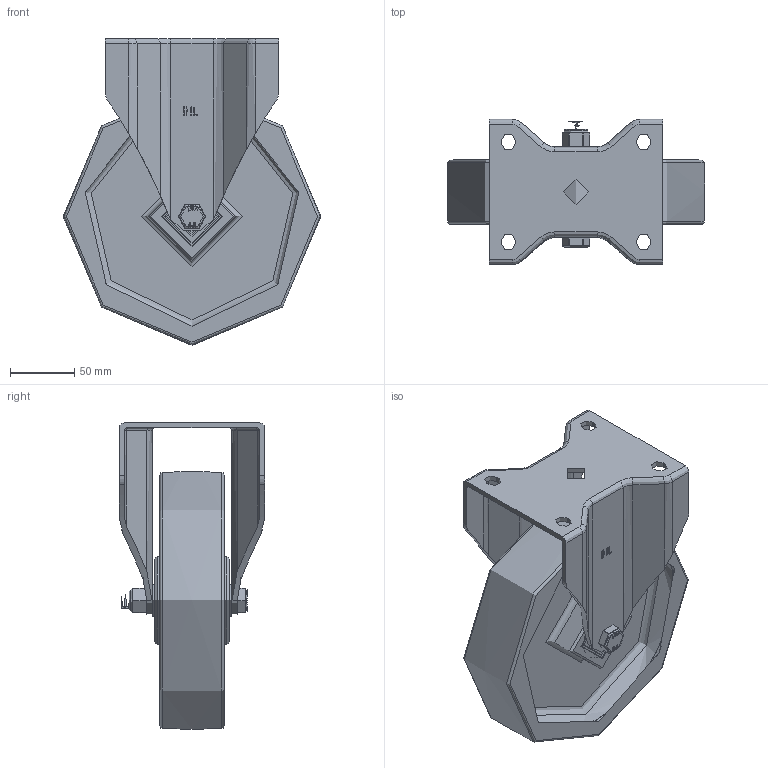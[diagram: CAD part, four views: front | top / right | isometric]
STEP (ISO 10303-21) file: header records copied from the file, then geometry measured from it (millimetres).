
FILE_DESCRIPTION(/* description */ (''),/* implementation_level */ '2;1');
FILE_NAME(/* name */ 'BZPHF200PNBJ.step',/* time_stamp */ '2025-06-23T13:04:45+01:00',/* author */ (''),/* organization */ (''),/* preprocessor_version */ 'ST-DEVELOPER v20.1',/* originating_system */ 'Autodesk Translation Framework v14.10.0.0',/* authorisation */ '');
FILE_SCHEMA (('AUTOMOTIVE_DESIGN { 1 0 10303 214 3 1 1 }'));
Length unit declared in the file: millimetre
Products named in the file (30): BZPHF200PNBJ; BZPHF200AS - 62 v1; ZINC PLATED, PRESSED STEEL BRACKET; BZH200WPNBJM20 v1; BZH200WPNBJ; POLYURETHANE TYRE; NYLON RIM; BSM20XM30; ZINC PLATED BEARING SPACER; BEARING6204; BEARING62042; BALL BEARINGS; BEARING6204 (1); BEARING62042 (1); BALL BEARINGS (1); Component3; INNER; OUTER; MIDDLE; RUBBER; TH20X2X12 v1; ZINC PLATED HEADED SPACER; TH20X2X12 v1 (1); ZINC PLATED HEADED SPACER (1); HEXBOLTM12X90Z8.8 v2; GRADE 8.8 ZINC PLATED BOLT; NYLOCM12Z14MM v1; NYLOC NUT; NUT; RUBBER (1)
Assembly tree (48 placements, depth 6):
  BZPHF200PNBJ
    BZPHF200AS - 62 v1
      ZINC PLATED, PRESSED STEEL BRACKET
    BZH200WPNBJM20 v1
      BZH200WPNBJ
        POLYURETHANE TYRE
        NYLON RIM
      BSM20XM30
        ZINC PLATED BEARING SPACER
      BEARING6204
        BEARING62042
          INNER
          OUTER
          BALL BEARINGS
            Component3  x8
          MIDDLE
          RUBBER
      BEARING6204 (1)
        BEARING62042 (1)
          BALL BEARINGS (1)
            Component3  x8
          INNER
          OUTER
          MIDDLE
          RUBBER
    TH20X2X12 v1
      ZINC PLATED HEADED SPACER
    TH20X2X12 v1 (1)
      ZINC PLATED HEADED SPACER (1)
    HEXBOLTM12X90Z8.8 v2
      GRADE 8.8 ZINC PLATED BOLT
    NYLOCM12Z14MM v1
      NYLOC NUT
        NUT
        RUBBER (1)
Bounding box: 200 x 113 x 238 mm (x, y, z)
Volume: 985981.8 mm3; surface area: 322016.9 mm2
Topology: 35 solids, 35 shells, 1100 faces, 2790 edges, 1839 vertices
Faces by surface type: plane 429, bspline 334, cylinder 235, sphere 66, torus 33, cone 3
Full cylindrical faces by diameter (mm): 9.836 x16, 11.834 x16, 12 x3, 12.2 x2, 12.5 x2, 14 x2, 17.75 x1, 18.5 x1, 19.5 x1, 19.8 x2, 20 x2, 21.5 x1, 25 x2, 25.4 x1, 27 x2, 28.5 x8, 30.8 x4, 31.3 x4, 40.3 x4, 40.5 x4, 40.8 x4, 41.5 x1, 42 x10, 47 x4, 68 x2, 170 x1, 170.5 x3, 180.5 x2
Entity records: 31400 total; most frequent: CARTESIAN_POINT 13932, ORIENTED_EDGE 3642, DIRECTION 3061, EDGE_CURVE 1821, VERTEX_POINT 1201, AXIS2_PLACEMENT_3D 1118, EDGE_LOOP 884, LINE 825
